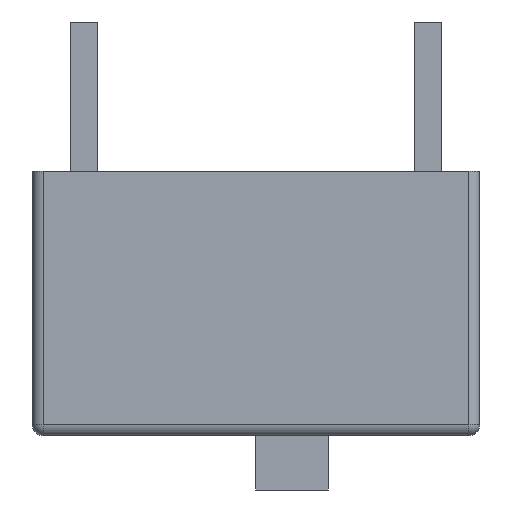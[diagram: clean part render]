
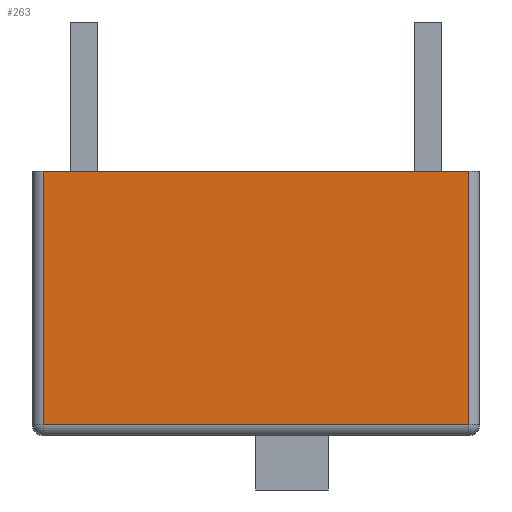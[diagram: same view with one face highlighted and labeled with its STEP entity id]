
A CAD part, left-side view. The second image highlights one B-rep face of the part: STEP entity #263.
In plain terms, the highlighted planar face has unit normal (-1, 0, 0).
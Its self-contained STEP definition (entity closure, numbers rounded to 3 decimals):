
#76 = VECTOR ( 'NONE', #3595, 1000. ) ;
#263 = ADVANCED_FACE ( 'NONE', ( #4310 ), #3249, .F. ) ;
#368 = CARTESIAN_POINT ( 'NONE',  ( -9.57, -4.7, 5.85 ) ) ;
#422 = ORIENTED_EDGE ( 'NONE', *, *, #1043, .T. ) ;
#1043 = EDGE_CURVE ( 'NONE', #4962, #5591, #4722, .T. ) ;
#1199 = CARTESIAN_POINT ( 'NONE',  ( -9.57, -4.7, 0.25 ) ) ;
#1335 = LINE ( 'NONE', #1558, #4792 ) ;
#1479 = CARTESIAN_POINT ( 'NONE',  ( -9.57, 4.95, 5.85 ) ) ;
#1558 = CARTESIAN_POINT ( 'NONE',  ( -9.57, 4.95, 0.25 ) ) ;
#1589 = VECTOR ( 'NONE', #5100, 1000. ) ;
#1774 = CARTESIAN_POINT ( 'NONE',  ( -9.57, 4.95, 5.85 ) ) ;
#1913 = DIRECTION ( 'NONE',  ( 1., 0., 0. ) ) ;
#2025 = VECTOR ( 'NONE', #4363, 1000. ) ;
#2202 = AXIS2_PLACEMENT_3D ( 'NONE', #1479, #1913, #3666 ) ;
#2254 = EDGE_LOOP ( 'NONE', ( #2974, #422, #3880, #4420 ) ) ;
#2297 = LINE ( 'NONE', #4862, #2025 ) ;
#2900 = DIRECTION ( 'NONE',  ( 0., -1., 0. ) ) ;
#2974 = ORIENTED_EDGE ( 'NONE', *, *, #5361, .T. ) ;
#3046 = VERTEX_POINT ( 'NONE', #4116 ) ;
#3060 = LINE ( 'NONE', #1774, #76 ) ;
#3249 = PLANE ( 'NONE',  #2202 ) ;
#3418 = EDGE_CURVE ( 'NONE', #3425, #5591, #3060, .T. ) ;
#3425 = VERTEX_POINT ( 'NONE', #5281 ) ;
#3595 = DIRECTION ( 'NONE',  ( 0., -1., 0. ) ) ;
#3666 = DIRECTION ( 'NONE',  ( 0., 1., 0. ) ) ;
#3880 = ORIENTED_EDGE ( 'NONE', *, *, #3418, .F. ) ;
#4116 = CARTESIAN_POINT ( 'NONE',  ( -9.57, 4.7, 0.25 ) ) ;
#4310 = FACE_OUTER_BOUND ( 'NONE', #2254, .T. ) ;
#4322 = CARTESIAN_POINT ( 'NONE',  ( -9.57, -4.7, 5.85 ) ) ;
#4363 = DIRECTION ( 'NONE',  ( 0., 0., -1. ) ) ;
#4420 = ORIENTED_EDGE ( 'NONE', *, *, #5164, .T. ) ;
#4722 = LINE ( 'NONE', #368, #1589 ) ;
#4792 = VECTOR ( 'NONE', #2900, 1000. ) ;
#4862 = CARTESIAN_POINT ( 'NONE',  ( -9.57, 4.7, 5.85 ) ) ;
#4962 = VERTEX_POINT ( 'NONE', #1199 ) ;
#5100 = DIRECTION ( 'NONE',  ( 0., 0., 1. ) ) ;
#5164 = EDGE_CURVE ( 'NONE', #3425, #3046, #2297, .T. ) ;
#5281 = CARTESIAN_POINT ( 'NONE',  ( -9.57, 4.7, 5.85 ) ) ;
#5361 = EDGE_CURVE ( 'NONE', #3046, #4962, #1335, .T. ) ;
#5591 = VERTEX_POINT ( 'NONE', #4322 ) ;
